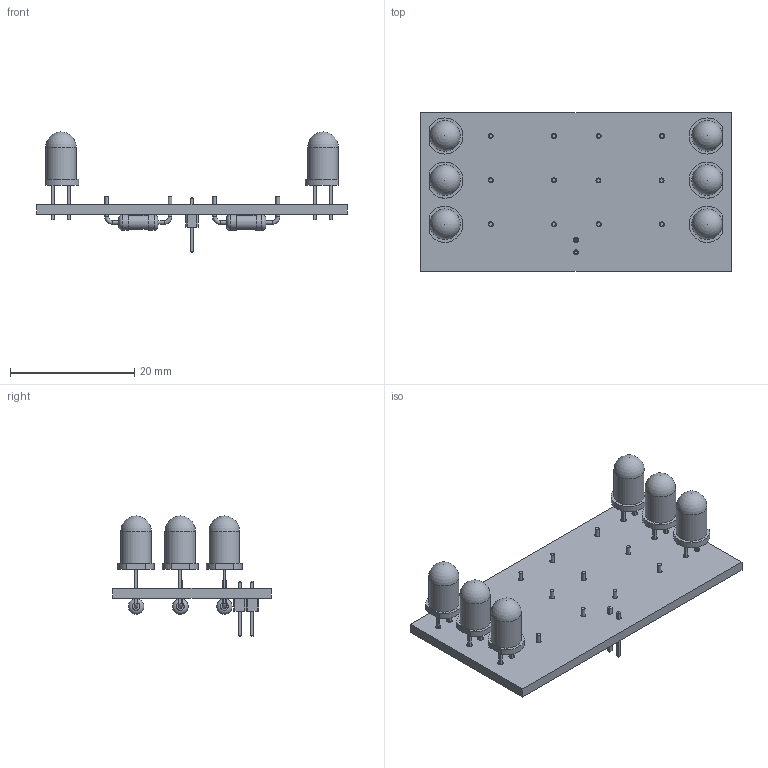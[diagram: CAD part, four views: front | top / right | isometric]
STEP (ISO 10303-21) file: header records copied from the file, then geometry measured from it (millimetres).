
FILE_DESCRIPTION(('KiCad electronic assembly'),'2;1');
FILE_NAME('pcb_leds.step','2023-02-02T09:41:14',('An Author'),( 'A Company'),'Open CASCADE STEP processor 7.3', 'KiCad to STEP converter','Unknown');
FILE_SCHEMA(('AUTOMOTIVE_DESIGN { 1 0 10303 214 1 1 1 1 }'));
Length unit declared in the file: millimetre
Products named in the file (8): Open CASCADE STEP translator 7.3 1; LED_D5.0mm; SOLID; PinHeader_1x02_P2.00mm_Vertical; R_Axial_DIN0207_L6.3mm_D2.5mm_P10.16mm_Horizontal; COMPOUND
Assembly tree (17 placements, depth 3):
  Open CASCADE STEP translator 7.3 1
    LED_D5.0mm  x6
      SOLID
    PinHeader_1x02_P2.00mm_Vertical
      SOLID
    R_Axial_DIN0207_L6.3mm_D2.5mm_P10.16mm_Horizontal  x6
      SOLID
    COMPOUND
Bounding box: 50 x 25.5 x 19.3 mm (x, y, z)
Volume: 3147.9 mm3; surface area: 4505 mm2
Topology: 14 solids, 14 shells, 282 faces, 584 edges, 370 vertices
Faces by surface type: plane 172, cylinder 80, torus 24, sphere 6
Full cylindrical faces by diameter (mm): 0.6 x24, 0.8 x14, 0.9 x12, 2.25 x6, 2.5 x12, 4.9 x6
Entity records: 7897 total; most frequent: CARTESIAN_POINT 1261, DIRECTION 1153, LINE 674, VECTOR 674, ORIENTED_EDGE 546, PCURVE 546, DEFINITIONAL_REPRESENTATION 546, EDGE_CURVE 273
